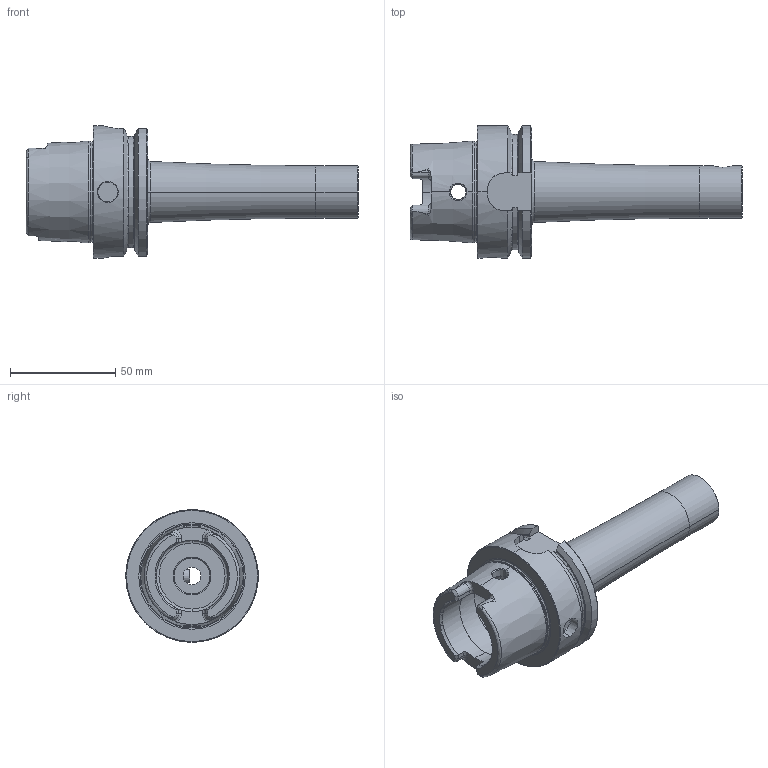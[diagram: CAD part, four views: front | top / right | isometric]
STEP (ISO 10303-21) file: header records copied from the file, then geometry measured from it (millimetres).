
FILE_DESCRIPTION (( 'STEP AP203' ), '1' );
FILE_NAME ('A44.806.025.126.STEP', '2018-03-12T09:23:54', ( 'SWIAdmin' ), ( 'Hewlett-Packard Company' ), 'SwSTEP 2.0', 'SolidWorks 2017', '' );
FILE_SCHEMA (( 'CONFIG_CONTROL_DESIGN' ));
Length unit declared in the file: millimetre
Products named in the file (3): HA6-WH2.K01.126_C; WH2-ER1.001.010; A44.806.025.126
Assembly tree (2 placements, depth 2):
  A44.806.025.126
    HA6-WH2.K01.126_C
    WH2-ER1.001.010
Bounding box: 157.9 x 63 x 63 mm (x, y, z)
Volume: 127662.6 mm3; surface area: 33565.5 mm2
Topology: 2 solids, 2 shells, 198 faces, 515 edges, 322 vertices
Faces by surface type: plane 56, cylinder 53, torus 41, cone 36, bspline 12
Entity records: 7842 total; most frequent: CARTESIAN_POINT 2862, ORIENTED_EDGE 1030, DIRECTION 938, EDGE_CURVE 515, AXIS2_PLACEMENT_3D 383, VERTEX_POINT 322, EDGE_LOOP 207, ADVANCED_FACE 198
